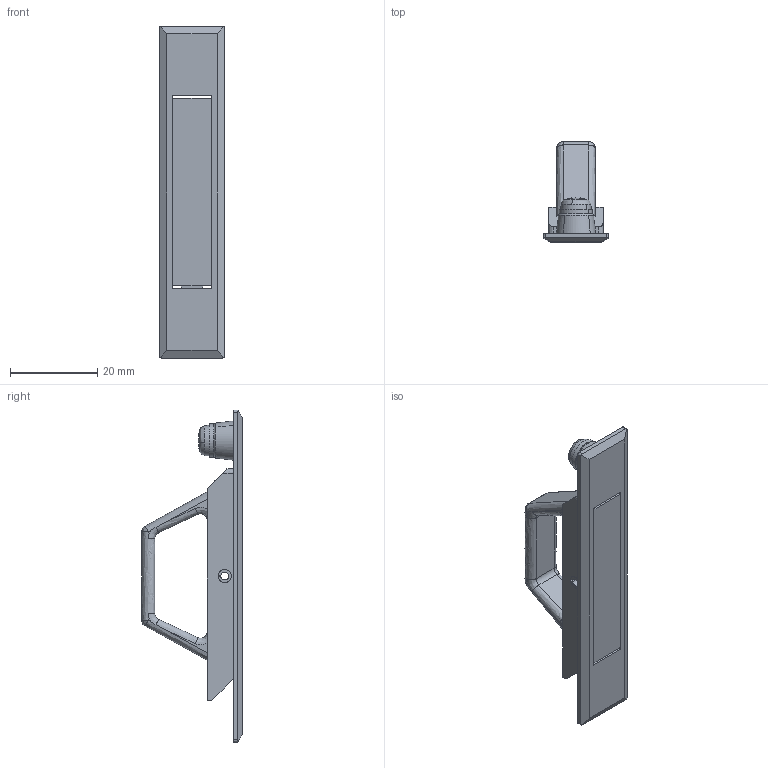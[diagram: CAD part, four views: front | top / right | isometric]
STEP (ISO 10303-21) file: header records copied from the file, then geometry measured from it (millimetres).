
FILE_DESCRIPTION((''),'2;1');
FILE_NAME('','2006-01-17T10:39:15',(''),(''),'','CADfix','');
FILE_SCHEMA(('AUTOMOTIVE_DESIGN'));
Length unit declared in the file: millimetre
Products named in the file (6): screw; pull; pin; bracket; base; THA_236_1_22696_36
Assembly tree (5 placements, depth 2):
  THA_236_1_22696_36
    screw
    pull
    pin
    bracket
    base
Bounding box: 15 x 23 x 76 mm (x, y, z)
Volume: 7000.6 mm3; surface area: 6626.7 mm2
Topology: 5 solids, 5 shells, 156 faces, 488 edges, 344 vertices
Faces by surface type: bspline 156
Entity records: 6759 total; most frequent: CARTESIAN_POINT 3712, ORIENTED_EDGE 980, EDGE_CURVE 490, VERTEX_POINT 346, QUASI_UNIFORM_CURVE 243, B_SPLINE_CURVE_WITH_KNOTS 241, EDGE_LOOP 172, FACE_OUTER_BOUND 156
